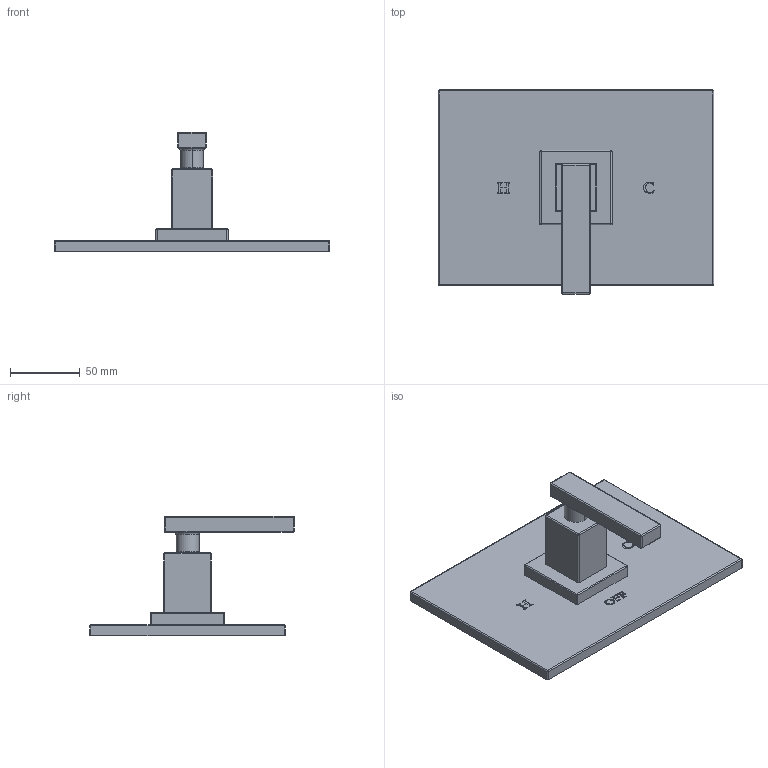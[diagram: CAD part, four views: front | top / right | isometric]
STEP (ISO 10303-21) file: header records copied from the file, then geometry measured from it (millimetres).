
FILE_DESCRIPTION((''),'2;1');
FILE_NAME('4-2044BP','2021-06-03T15:32:13',('jinson.thomas'),(''),'CREO PARAMETRIC BY PTC INC, 2018400','CREO PARAMETRIC BY PTC INC, 2018400','');
FILE_SCHEMA(('CONFIG_CONTROL_DESIGN'));
Length unit declared in the file: inch
Products named in the file (1): 4-2044BP
Bounding box: 196.85 x 146.05 x 85.34 mm (x, y, z)
Volume: 307928.6 mm3; surface area: 73857.3 mm2
Topology: 1 solids, 1 shells, 308 faces, 822 edges, 526 vertices
Faces by surface type: extrusion 178, plane 64, cylinder 42, sphere 20, torus 2, bspline 2
Entity records: 10559 total; most frequent: CARTESIAN_POINT 3515, ORIENTED_EDGE 1644, DIRECTION 986, EDGE_CURVE 822, VECTOR 550, B_SPLINE_CURVE_WITH_KNOTS 538, VERTEX_POINT 526, LINE 372
